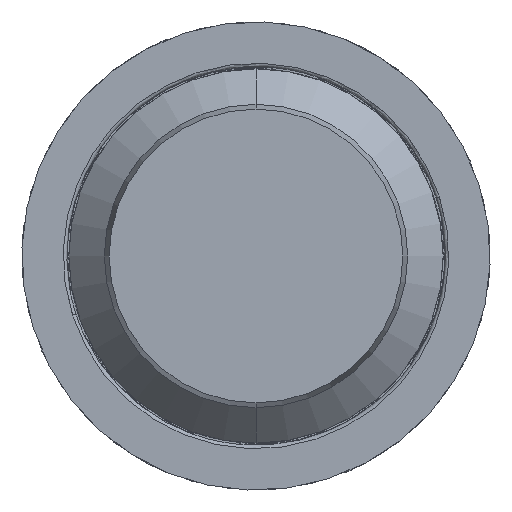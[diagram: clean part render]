
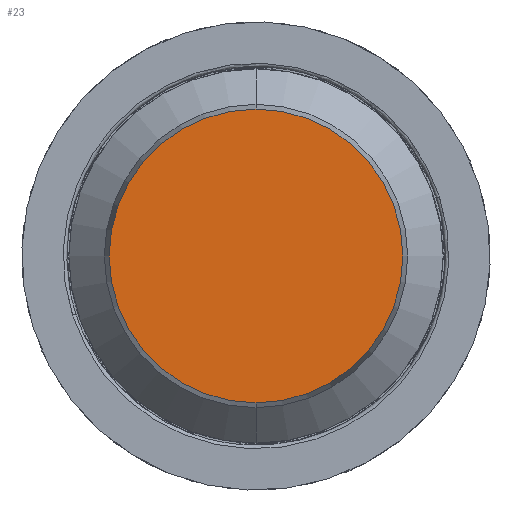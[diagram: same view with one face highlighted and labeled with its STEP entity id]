
A CAD part, front view. The second image highlights one B-rep face of the part: STEP entity #23.
In plain terms, the highlighted planar face has unit normal (0, -1, 0).
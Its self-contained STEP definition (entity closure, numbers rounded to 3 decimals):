
#23 = ADVANCED_FACE ( 'NONE', ( #3197 ), #5802, .T. ) ;
#577 = ORIENTED_EDGE ( 'NONE', *, *, #1152, .T. ) ;
#578 = ORIENTED_EDGE ( 'NONE', *, *, #772, .T. ) ;
#772 = EDGE_CURVE ( 'NONE', #1692, #1698, #3380, .T. ) ;
#1152 = EDGE_CURVE ( 'NONE', #1698, #1692, #3444, .T. ) ;
#1206 = AXIS2_PLACEMENT_3D ( 'NONE', #5812, #5799, #5795 ) ;
#1692 = VERTEX_POINT ( 'NONE', #4810 ) ;
#1698 = VERTEX_POINT ( 'NONE', #4816 ) ;
#1959 = EDGE_LOOP ( 'NONE', ( #577, #578 ) ) ;
#2113 = CARTESIAN_POINT ( 'NONE',  ( 0., 0., 0. ) ) ;
#2114 = DIRECTION ( 'NONE',  ( 0., -1., 0. ) ) ;
#2115 = DIRECTION ( 'NONE',  ( 0., 0., -1. ) ) ;
#2913 = AXIS2_PLACEMENT_3D ( 'NONE', #2113, #2114, #2115 ) ;
#2942 = AXIS2_PLACEMENT_3D ( 'NONE', #4700, #4701, #4702 ) ;
#3197 = FACE_OUTER_BOUND ( 'NONE', #1959, .T. ) ;
#3380 = CIRCLE ( 'NONE', #2913, 8.15 ) ;
#3444 = CIRCLE ( 'NONE', #2942, 8.15 ) ;
#4700 = CARTESIAN_POINT ( 'NONE',  ( 0., 0., 0. ) ) ;
#4701 = DIRECTION ( 'NONE',  ( 0., -1., 0. ) ) ;
#4702 = DIRECTION ( 'NONE',  ( 0., 0., -1. ) ) ;
#4810 = CARTESIAN_POINT ( 'NONE',  ( 0., 0., -8.15 ) ) ;
#4816 = CARTESIAN_POINT ( 'NONE',  ( 0., 0., 8.15 ) ) ;
#5795 = DIRECTION ( 'NONE',  ( 0., 0., -1. ) ) ;
#5799 = DIRECTION ( 'NONE',  ( 0., -1., 0. ) ) ;
#5802 = PLANE ( 'NONE',  #1206 ) ;
#5812 = CARTESIAN_POINT ( 'NONE',  ( 0., 0., 0. ) ) ;
